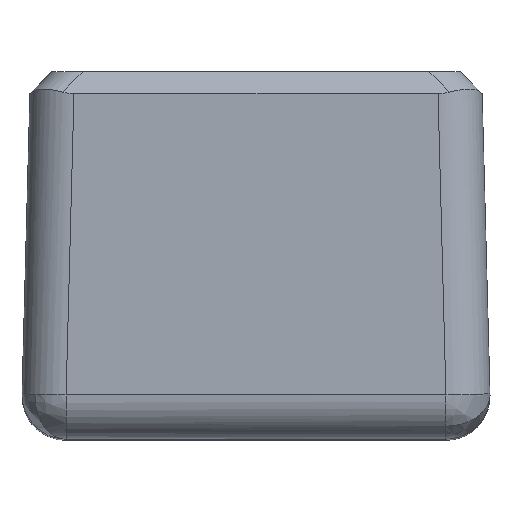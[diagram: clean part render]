
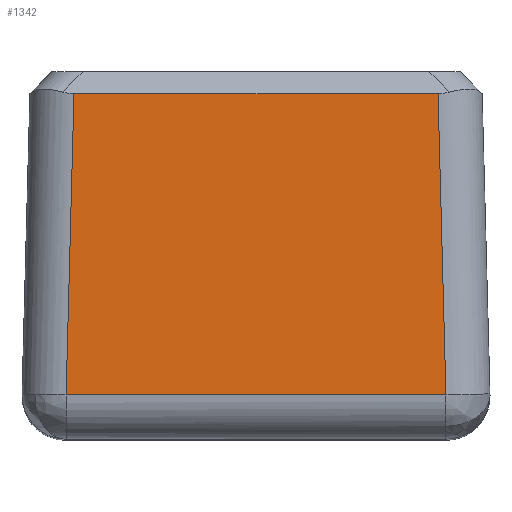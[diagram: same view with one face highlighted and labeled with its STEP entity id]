
A CAD part, top view. The second image highlights one B-rep face of the part: STEP entity #1342.
In plain terms, the highlighted planar face has unit normal (0, 0, 1).
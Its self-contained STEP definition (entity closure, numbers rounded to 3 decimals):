
#116 = CARTESIAN_POINT ( 'NONE',  ( 28.384, 23.5, 54. ) ) ;
#148 = DIRECTION ( 'NONE',  ( -1., 0., 0. ) ) ;
#183 = CARTESIAN_POINT ( 'NONE',  ( 28.92, 3., 54. ) ) ;
#229 = DIRECTION ( 'NONE',  ( -0.026, 1., 0. ) ) ;
#240 = CARTESIAN_POINT ( 'NONE',  ( 0., 0., 54. ) ) ;
#241 = CARTESIAN_POINT ( 'NONE',  ( -0.104, 3., 54. ) ) ;
#246 = FACE_OUTER_BOUND ( 'NONE', #864, .T. ) ;
#317 = AXIS2_PLACEMENT_3D ( 'NONE', #240, #1354, #445 ) ;
#432 = VECTOR ( 'NONE', #148, 1000. ) ;
#435 = LINE ( 'NONE', #241, #432 ) ;
#436 = VECTOR ( 'NONE', #229, 1000. ) ;
#445 = DIRECTION ( 'NONE',  ( 1., 0., 0. ) ) ;
#446 = LINE ( 'NONE', #658, #436 ) ;
#526 = VECTOR ( 'NONE', #1074, 1000. ) ;
#533 = LINE ( 'NONE', #1110, #526 ) ;
#543 = VECTOR ( 'NONE', #1322, 1000. ) ;
#548 = LINE ( 'NONE', #1291, #543 ) ;
#658 = CARTESIAN_POINT ( 'NONE',  ( 28.92, 3., 54. ) ) ;
#795 = EDGE_CURVE ( 'NONE', #1330, #935, #548, .T. ) ;
#815 = EDGE_CURVE ( 'NONE', #935, #1394, #533, .T. ) ;
#864 = EDGE_LOOP ( 'NONE', ( #1398, #1390, #1389, #1376 ) ) ;
#884 = CARTESIAN_POINT ( 'NONE',  ( 3.08, 3., 54. ) ) ;
#935 = VERTEX_POINT ( 'NONE', #1220 ) ;
#955 = EDGE_CURVE ( 'NONE', #1067, #1330, #446, .T. ) ;
#963 = EDGE_CURVE ( 'NONE', #1067, #1394, #435, .T. ) ;
#1067 = VERTEX_POINT ( 'NONE', #183 ) ;
#1074 = DIRECTION ( 'NONE',  ( -0.026, -1., 0. ) ) ;
#1110 = CARTESIAN_POINT ( 'NONE',  ( 3.616, 23.5, 54. ) ) ;
#1220 = CARTESIAN_POINT ( 'NONE',  ( 3.616, 23.5, 54. ) ) ;
#1291 = CARTESIAN_POINT ( 'NONE',  ( 0., 23.5, 54. ) ) ;
#1322 = DIRECTION ( 'NONE',  ( -1., 0., 0. ) ) ;
#1330 = VERTEX_POINT ( 'NONE', #116 ) ;
#1342 = ADVANCED_FACE ( 'NONE', ( #246 ), #1373, .T. ) ;
#1354 = DIRECTION ( 'NONE',  ( 0., 0., 1. ) ) ;
#1373 = PLANE ( 'NONE',  #317 ) ;
#1376 = ORIENTED_EDGE ( 'NONE', *, *, #815, .T. ) ;
#1389 = ORIENTED_EDGE ( 'NONE', *, *, #795, .T. ) ;
#1390 = ORIENTED_EDGE ( 'NONE', *, *, #955, .T. ) ;
#1394 = VERTEX_POINT ( 'NONE', #884 ) ;
#1398 = ORIENTED_EDGE ( 'NONE', *, *, #963, .F. ) ;
